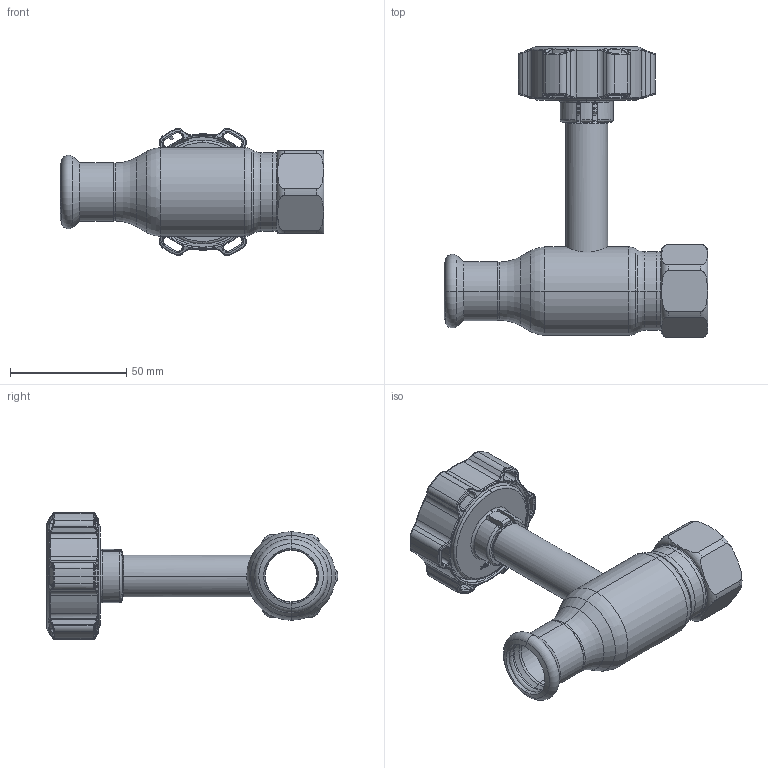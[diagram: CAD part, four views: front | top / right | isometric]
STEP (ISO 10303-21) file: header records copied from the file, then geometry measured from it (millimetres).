
FILE_DESCRIPTION (( 'STEP AP214' ), '1' );
FILE_NAME ('2020001001-0200.step', '2023-12-12T08:42:39', ( '' ), ( '' ), 'SwSTEP 2.0', 'SolidWorks 2021', '' );
FILE_SCHEMA (( 'AUTOMOTIVE_DESIGN' ));
Length unit declared in the file: millimetre
Products named in the file (1): 2020001001-0200
Bounding box: 113.2 x 125.09 x 54.57 mm (x, y, z)
Surface area: 34904.9 mm2 (no closed solid volume)
Topology: 0 solids, 9 shells, 546 faces, 1603 edges, 1034 vertices
Faces by surface type: bspline 173, cylinder 136, plane 96, torus 89, cone 52
Entity records: 33999 total; most frequent: CARTESIAN_POINT 15148, ORIENTED_EDGE 2847, DIRECTION 2276, EDGE_CURVE 1599, VERTEX_POINT 1034, AXIS2_PLACEMENT_3D 921, B_SPLINE_CURVE_WITH_KNOTS 588, EDGE_LOOP 579
